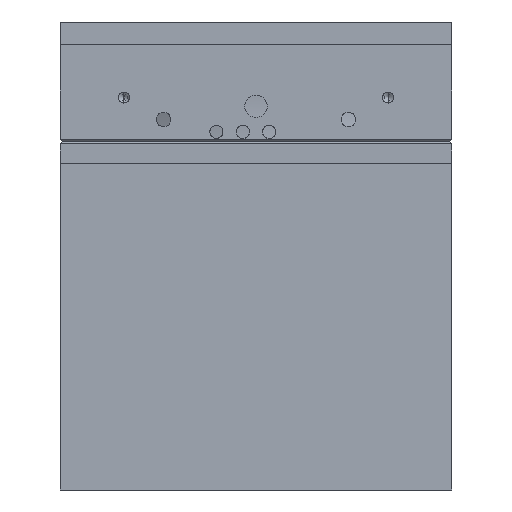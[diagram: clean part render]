
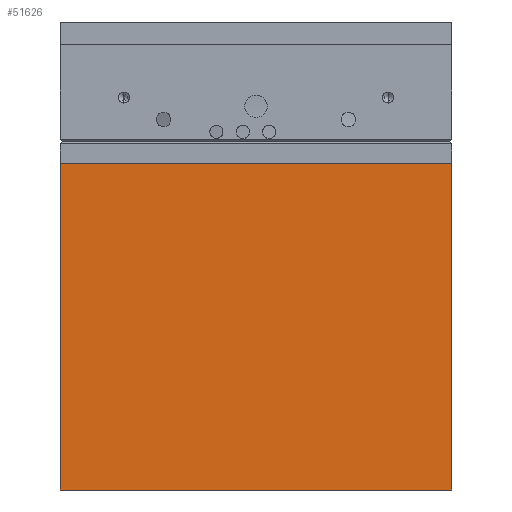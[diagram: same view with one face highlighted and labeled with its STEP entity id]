
A CAD part, left-side view. The second image highlights one B-rep face of the part: STEP entity #51626.
In plain terms, the highlighted planar face has unit normal (-1, 0, 0).
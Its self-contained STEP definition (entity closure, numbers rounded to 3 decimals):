
#1560 = DIRECTION ( 'NONE',  ( 1., 0., 0. ) ) ;
#10275 = VECTOR ( 'NONE', #31923, 1000. ) ;
#10375 = VECTOR ( 'NONE', #48033, 1000. ) ;
#11373 = LINE ( 'NONE', #23786, #33853 ) ;
#14903 = DIRECTION ( 'NONE',  ( 0., -1., 0. ) ) ;
#16425 = CARTESIAN_POINT ( 'NONE',  ( -60.743, -29.441, 127.3 ) ) ;
#17547 = CARTESIAN_POINT ( 'NONE',  ( -60.743, 59.559, 53.1 ) ) ;
#17556 = ORIENTED_EDGE ( 'NONE', *, *, #35783, .F. ) ;
#17754 = EDGE_CURVE ( 'NONE', #36413, #50081, #11373, .T. ) ;
#18830 = EDGE_CURVE ( 'NONE', #29973, #34909, #45470, .T. ) ;
#19878 = EDGE_LOOP ( 'NONE', ( #42483, #42016, #17556, #44606 ) ) ;
#22986 = CARTESIAN_POINT ( 'NONE',  ( -60.743, -29.441, 127.3 ) ) ;
#23786 = CARTESIAN_POINT ( 'NONE',  ( -60.743, -29.441, 53.1 ) ) ;
#28113 = FACE_OUTER_BOUND ( 'NONE', #19878, .T. ) ;
#28263 = EDGE_CURVE ( 'NONE', #50081, #34909, #38427, .T. ) ;
#29973 = VERTEX_POINT ( 'NONE', #17547 ) ;
#31537 = CARTESIAN_POINT ( 'NONE',  ( -60.743, -29.441, 53.1 ) ) ;
#31923 = DIRECTION ( 'NONE',  ( 0., 1., 0. ) ) ;
#32764 = DIRECTION ( 'NONE',  ( 0., 0., 1. ) ) ;
#33853 = VECTOR ( 'NONE', #32764, 1000. ) ;
#34909 = VERTEX_POINT ( 'NONE', #55095 ) ;
#35545 = LINE ( 'NONE', #45817, #10275 ) ;
#35783 = EDGE_CURVE ( 'NONE', #36413, #29973, #35545, .T. ) ;
#36413 = VERTEX_POINT ( 'NONE', #31537 ) ;
#38427 = LINE ( 'NONE', #16425, #58065 ) ;
#42016 = ORIENTED_EDGE ( 'NONE', *, *, #18830, .F. ) ;
#42483 = ORIENTED_EDGE ( 'NONE', *, *, #28263, .T. ) ;
#42554 = AXIS2_PLACEMENT_3D ( 'NONE', #55147, #1560, #14903 ) ;
#44606 = ORIENTED_EDGE ( 'NONE', *, *, #17754, .T. ) ;
#45470 = LINE ( 'NONE', #56721, #10375 ) ;
#45817 = CARTESIAN_POINT ( 'NONE',  ( -60.743, -29.441, 53.1 ) ) ;
#47749 = DIRECTION ( 'NONE',  ( 0., 1., 0. ) ) ;
#48033 = DIRECTION ( 'NONE',  ( 0., 0., 1. ) ) ;
#50081 = VERTEX_POINT ( 'NONE', #22986 ) ;
#51202 = PLANE ( 'NONE',  #42554 ) ;
#51626 = ADVANCED_FACE ( 'NONE', ( #28113 ), #51202, .F. ) ;
#55095 = CARTESIAN_POINT ( 'NONE',  ( -60.743, 59.559, 127.3 ) ) ;
#55147 = CARTESIAN_POINT ( 'NONE',  ( -60.743, -29.441, 53.1 ) ) ;
#56721 = CARTESIAN_POINT ( 'NONE',  ( -60.743, 59.559, 53.1 ) ) ;
#58065 = VECTOR ( 'NONE', #47749, 1000. ) ;
